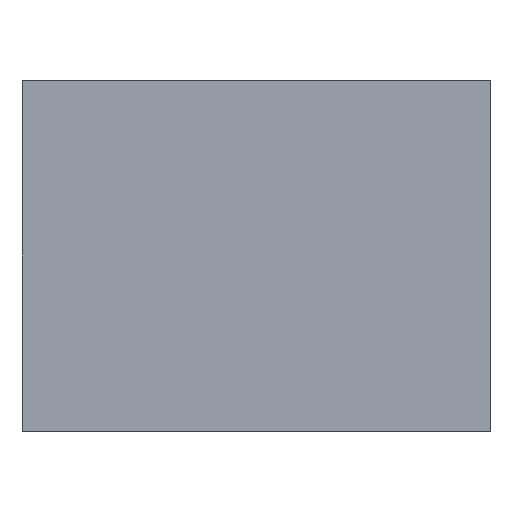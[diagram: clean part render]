
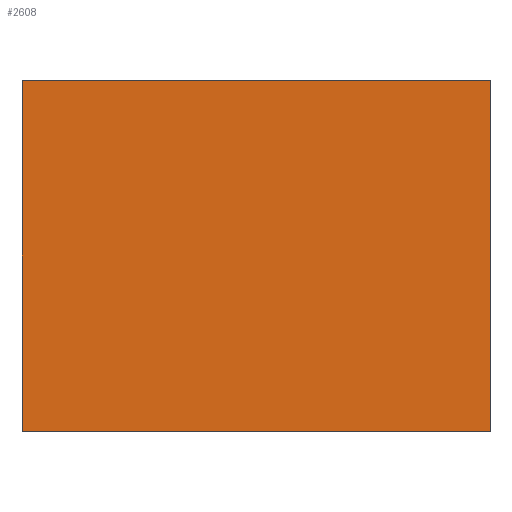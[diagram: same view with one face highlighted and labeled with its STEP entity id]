
A CAD part, front view. The second image highlights one B-rep face of the part: STEP entity #2608.
In plain terms, the highlighted planar face has unit normal (0, -1, 0).
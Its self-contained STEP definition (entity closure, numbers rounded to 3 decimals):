
#54 = VERTEX_POINT ( 'NONE', #2579 ) ;
#57 = VECTOR ( 'NONE', #338, 1000. ) ;
#162 = CARTESIAN_POINT ( 'NONE',  ( 42.71, -16.968, 30. ) ) ;
#173 = ORIENTED_EDGE ( 'NONE', *, *, #1166, .F. ) ;
#327 = CARTESIAN_POINT ( 'NONE',  ( 2.71, -16.968, 30. ) ) ;
#338 = DIRECTION ( 'NONE',  ( 0., 0., -1. ) ) ;
#430 = EDGE_CURVE ( 'NONE', #54, #1524, #2241, .T. ) ;
#434 = CARTESIAN_POINT ( 'NONE',  ( 42.71, -16.968, 30. ) ) ;
#569 = EDGE_CURVE ( 'NONE', #2523, #2349, #2519, .T. ) ;
#628 = ORIENTED_EDGE ( 'NONE', *, *, #879, .T. ) ;
#637 = DIRECTION ( 'NONE',  ( 0., 0., -1. ) ) ;
#711 = DIRECTION ( 'NONE',  ( 1., 0., 0. ) ) ;
#834 = AXIS2_PLACEMENT_3D ( 'NONE', #162, #1390, #1009 ) ;
#879 = EDGE_CURVE ( 'NONE', #2523, #54, #1529, .T. ) ;
#1009 = DIRECTION ( 'NONE',  ( 0., 0., 1. ) ) ;
#1076 = CARTESIAN_POINT ( 'NONE',  ( 42.71, -16.968, 30. ) ) ;
#1166 = EDGE_CURVE ( 'NONE', #2349, #1524, #1685, .T. ) ;
#1390 = DIRECTION ( 'NONE',  ( 0., 1., 0. ) ) ;
#1522 = CARTESIAN_POINT ( 'NONE',  ( 42.71, -16.968, 30. ) ) ;
#1524 = VERTEX_POINT ( 'NONE', #2476 ) ;
#1529 = LINE ( 'NONE', #327, #57 ) ;
#1679 = EDGE_LOOP ( 'NONE', ( #1693, #173, #1894, #628 ) ) ;
#1685 = LINE ( 'NONE', #434, #2409 ) ;
#1693 = ORIENTED_EDGE ( 'NONE', *, *, #430, .T. ) ;
#1894 = ORIENTED_EDGE ( 'NONE', *, *, #569, .F. ) ;
#1911 = VECTOR ( 'NONE', #2219, 1000. ) ;
#1968 = FACE_OUTER_BOUND ( 'NONE', #1679, .T. ) ;
#1994 = PLANE ( 'NONE',  #834 ) ;
#2135 = CARTESIAN_POINT ( 'NONE',  ( 2.71, -16.968, 30. ) ) ;
#2219 = DIRECTION ( 'NONE',  ( 1., 0., 0. ) ) ;
#2241 = LINE ( 'NONE', #2598, #1911 ) ;
#2349 = VERTEX_POINT ( 'NONE', #1076 ) ;
#2409 = VECTOR ( 'NONE', #637, 1000. ) ;
#2427 = VECTOR ( 'NONE', #711, 1000. ) ;
#2476 = CARTESIAN_POINT ( 'NONE',  ( 42.71, -16.968, 0. ) ) ;
#2519 = LINE ( 'NONE', #1522, #2427 ) ;
#2523 = VERTEX_POINT ( 'NONE', #2135 ) ;
#2579 = CARTESIAN_POINT ( 'NONE',  ( 2.71, -16.968, 0. ) ) ;
#2598 = CARTESIAN_POINT ( 'NONE',  ( 42.71, -16.968, 0. ) ) ;
#2608 = ADVANCED_FACE ( 'NONE', ( #1968 ), #1994, .F. ) ;
